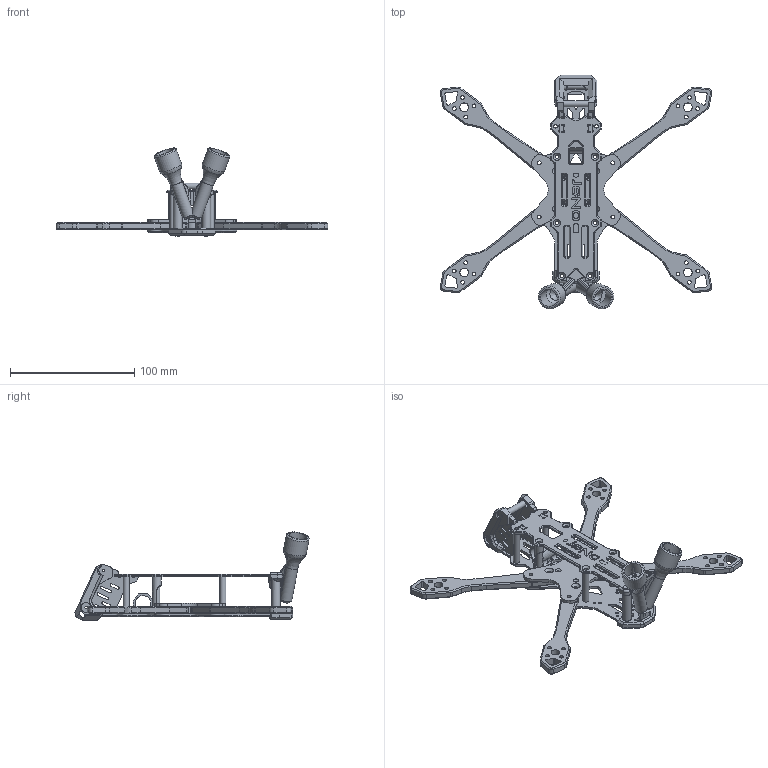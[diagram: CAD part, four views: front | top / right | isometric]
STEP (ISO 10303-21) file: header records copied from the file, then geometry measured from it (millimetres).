
FILE_DESCRIPTION(/* description */ ('','CAx-IF Rec.Pracs.---Representation and Presentation of Product Manufacturing Information (PMI)---4.0---2014-10-13'),/* implementation_level */ '2;1');
FILE_NAME(/* name */ 'JeNo_WAF1.51.step',/* time_stamp */ '2025-01-27T19:31:37+01:00',/* author */ (''),/* organization */ (''),/* preprocessor_version */ 'ST-DEVELOPER v20',/* originating_system */ 'Autodesk Translation Framework v13.20.0.188',/* authorisation */ '');
FILE_SCHEMA (('AP242_MANAGED_MODEL_BASED_3D_ENGINEERING_MIM_LF { 1 0 10303 442 1 1 4 }'));
Products named in the file (1): JeNo_WAF1.4
Bounding box: 218.49 x 188.48 x 70.97 mm (x, y, z)
Volume: 95403.9 mm3; surface area: 83979.1 mm2
Topology: 22 solids, 22 shells, 1931 faces, 5161 edges, 3261 vertices
Faces by surface type: plane 979, cylinder 659, cone 245, bspline 36, torus 12
Full cylindrical faces by diameter (mm): 1.7 x4, 2 x8, 2.2 x4, 3 x68, 4.3 x8, 4.6 x2, 5 x15, 6.4 x4, 7 x8, 8 x2, 9.6 x2, 12.65 x1, 14.216 x2, 18.616 x2
Entity records: 62318 total; most frequent: CARTESIAN_POINT 12749, DIRECTION 10417, ORIENTED_EDGE 10302, EDGE_CURVE 5151, AXIS2_PLACEMENT_3D 3555, LINE 3307, VECTOR 3307, VERTEX_POINT 3261
